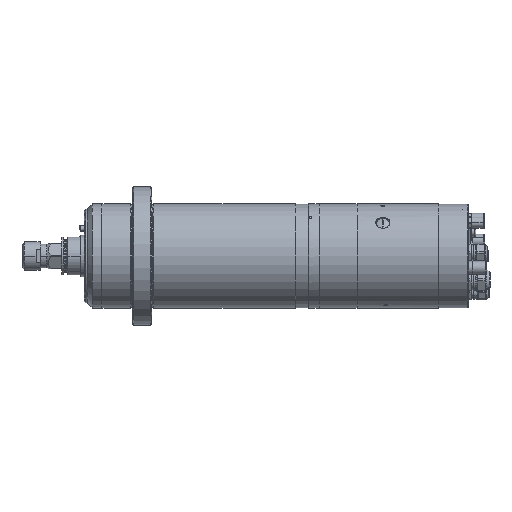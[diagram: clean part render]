
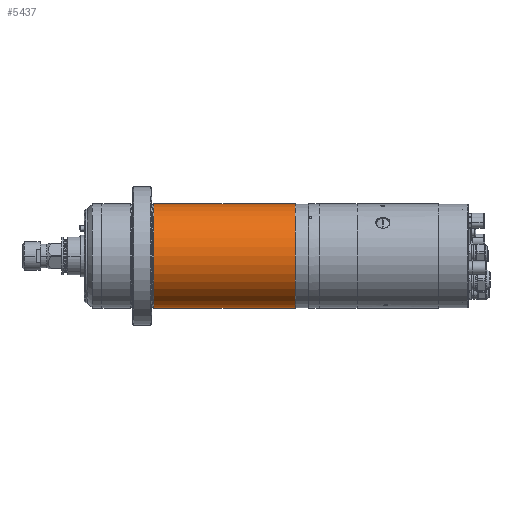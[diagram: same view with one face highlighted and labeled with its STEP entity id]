
A CAD part, front view. The second image highlights one B-rep face of the part: STEP entity #5437.
In plain terms, the highlighted cylindrical face has radius 55 mm (diameter 110 mm), a partial arc.
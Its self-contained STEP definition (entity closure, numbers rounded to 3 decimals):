
#303 = EDGE_CURVE ( 'NONE', #16935, #16932, #11932, .T. ) ;
#2129 = EDGE_CURVE ( 'NONE', #16932, #16930, #14301, .T. ) ;
#2142 = EDGE_CURVE ( 'NONE', #16935, #16928, #14282, .T. ) ;
#2168 = EDGE_CURVE ( 'NONE', #16930, #16928, #14234, .T. ) ;
#4667 = FACE_OUTER_BOUND ( 'NONE', #22927, .T. ) ;
#4674 = CYLINDRICAL_SURFACE ( 'NONE', #28664, 55. ) ;
#5437 = ADVANCED_FACE ( 'NONE', ( #4667 ), #4674, .T. ) ;
#6104 = AXIS2_PLACEMENT_3D ( 'NONE', #22329, #22327, #22324 ) ;
#6391 = CARTESIAN_POINT ( 'NONE',  ( 227., 0., -55. ) ) ;
#6416 = CARTESIAN_POINT ( 'NONE',  ( 77., 0., -55. ) ) ;
#6424 = CARTESIAN_POINT ( 'NONE',  ( 77., 0., 55. ) ) ;
#6442 = CARTESIAN_POINT ( 'NONE',  ( 227., 0., 55. ) ) ;
#6804 = AXIS2_PLACEMENT_3D ( 'NONE', #23625, #23627, #23614 ) ;
#11932 = CIRCLE ( 'NONE', #6104, 55. ) ;
#14234 = CIRCLE ( 'NONE', #6804, 55. ) ;
#14271 = VECTOR ( 'NONE', #23928, 1000. ) ;
#14282 = LINE ( 'NONE', #23936, #14271 ) ;
#14295 = VECTOR ( 'NONE', #24029, 1000. ) ;
#14301 = LINE ( 'NONE', #24105, #14295 ) ;
#16928 = VERTEX_POINT ( 'NONE', #6416 ) ;
#16930 = VERTEX_POINT ( 'NONE', #6424 ) ;
#16932 = VERTEX_POINT ( 'NONE', #6442 ) ;
#16935 = VERTEX_POINT ( 'NONE', #6391 ) ;
#18597 = ORIENTED_EDGE ( 'NONE', *, *, #2129, .T. ) ;
#21510 = ORIENTED_EDGE ( 'NONE', *, *, #2142, .F. ) ;
#21516 = ORIENTED_EDGE ( 'NONE', *, *, #2168, .T. ) ;
#22324 = DIRECTION ( 'NONE',  ( 0., 0., 1. ) ) ;
#22327 = DIRECTION ( 'NONE',  ( -1., 0., 0. ) ) ;
#22329 = CARTESIAN_POINT ( 'NONE',  ( 227., 0., 0. ) ) ;
#22388 = ORIENTED_EDGE ( 'NONE', *, *, #303, .T. ) ;
#22927 = EDGE_LOOP ( 'NONE', ( #21510, #22388, #18597, #21516 ) ) ;
#23614 = DIRECTION ( 'NONE',  ( 0., 0., -1. ) ) ;
#23625 = CARTESIAN_POINT ( 'NONE',  ( 77., 0., 0. ) ) ;
#23627 = DIRECTION ( 'NONE',  ( 1., 0., 0. ) ) ;
#23928 = DIRECTION ( 'NONE',  ( -1., 0., 0. ) ) ;
#23936 = CARTESIAN_POINT ( 'NONE',  ( 22.5, 0., -55. ) ) ;
#24029 = DIRECTION ( 'NONE',  ( -1., 0., 0. ) ) ;
#24105 = CARTESIAN_POINT ( 'NONE',  ( 22.5, 0., 55. ) ) ;
#24994 = CARTESIAN_POINT ( 'NONE',  ( 22.5, 0., 0. ) ) ;
#25000 = DIRECTION ( 'NONE',  ( -1., 0., 0. ) ) ;
#25010 = DIRECTION ( 'NONE',  ( 0., 0., 1. ) ) ;
#28664 = AXIS2_PLACEMENT_3D ( 'NONE', #24994, #25000, #25010 ) ;
